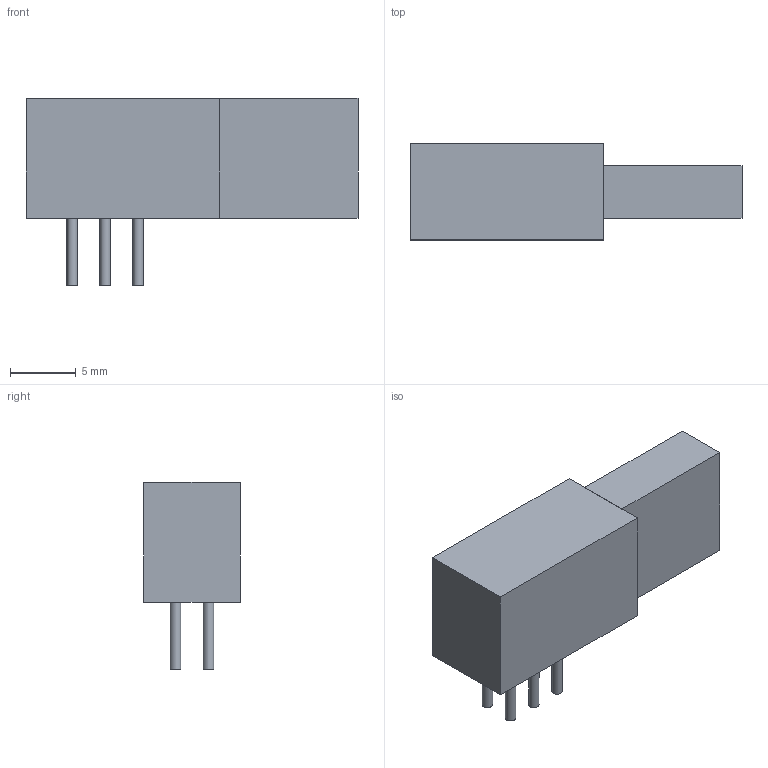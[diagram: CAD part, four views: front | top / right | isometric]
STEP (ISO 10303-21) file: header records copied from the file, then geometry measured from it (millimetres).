
FILE_DESCRIPTION(('FreeCAD Model'),'2;1');
FILE_NAME('651028.1.1.stp','2020-04-09T04:39:47',( 'Author'),(''),'Open CASCADE STEP processor 6.9','FreeCAD','Unknown' );
FILE_SCHEMA(('AUTOMOTIVE_DESIGN { 1 0 10303 214 1 1 1 1 }'));
Length unit declared in the file: millimetre
Products named in the file (3): ASSEMBLY; Body; Leads
Assembly tree (7 placements, depth 2):
  ASSEMBLY
    Body
    Leads  x6
Bounding box: 25.2 x 7.3 x 14.2 mm (x, y, z)
Volume: 1451 mm3; surface area: 1460.5 mm2
Topology: 38 solids, 38 shells, 120 faces, 132 edges, 88 vertices
Faces by surface type: plane 84, cylinder 36
Full cylindrical faces by diameter (mm): 0.8 x36
Entity records: 1332 total; most frequent: DIRECTION 214, CARTESIAN_POINT 192, LINE 102, VECTOR 102, ORIENTED_EDGE 84, PCURVE 84, DEFINITIONAL_REPRESENTATION 84, AXIS2_PLACEMENT_3D 50
